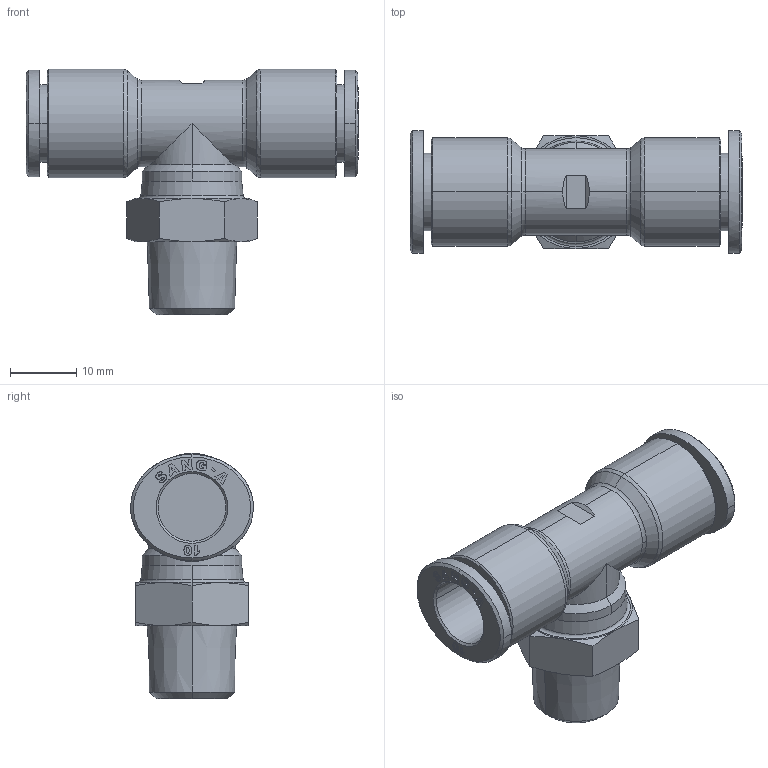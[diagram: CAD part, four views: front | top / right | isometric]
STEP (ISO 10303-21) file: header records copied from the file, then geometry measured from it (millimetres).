
FILE_DESCRIPTION (( 'STEP AP214' ), '1' );
FILE_NAME ('PT10-02.stp', '2015-09-25T13:50:26', ( '' ), ( '' ), 'SwSTEP 2.0', 'SolidWorks 2015', '' );
FILE_SCHEMA (( 'AUTOMOTIVE_DESIGN' ));
Length unit declared in the file: millimetre
Products named in the file (2): ｦ+ﾃｦ1; PT10-02
Assembly tree (1 placements, depth 2):
  PT10-02
    ｦ+ﾃｦ1
Bounding box: 50 x 18.5 x 36.95 mm (x, y, z)
Volume: 9080.9 mm3; surface area: 6125.2 mm2
Topology: 1 solids, 1 shells, 864 faces, 2458 edges, 1625 vertices
Faces by surface type: plane 772, cone 40, cylinder 24, bspline 22, torus 6
Entity records: 29826 total; most frequent: CARTESIAN_POINT 6639, ORIENTED_EDGE 4912, DIRECTION 4186, EDGE_CURVE 2456, VECTOR 2266, LINE 2266, VERTEX_POINT 1625, AXIS2_PLACEMENT_3D 960
